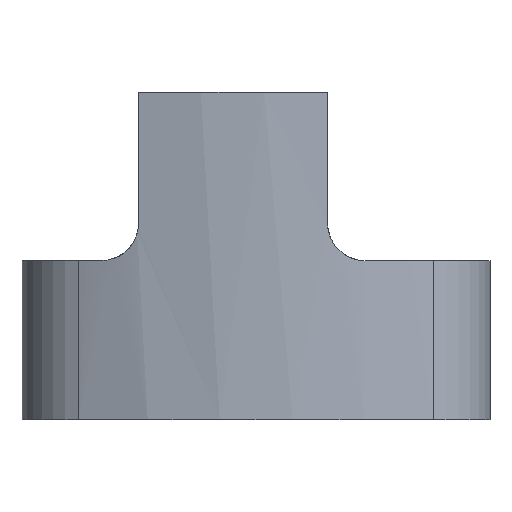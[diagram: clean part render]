
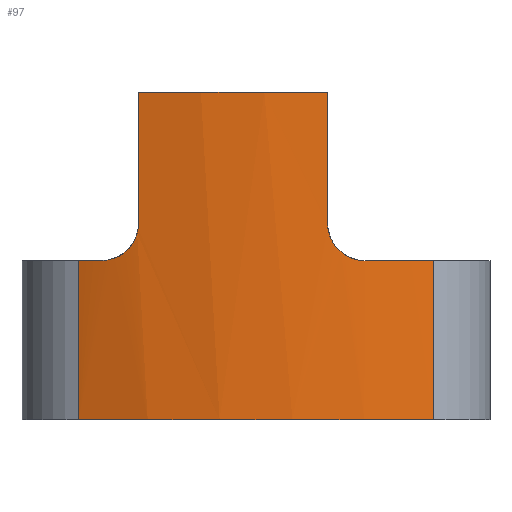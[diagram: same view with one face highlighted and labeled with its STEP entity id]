
A CAD part, front view. The second image highlights one B-rep face of the part: STEP entity #97.
In plain terms, the highlighted cylindrical face has radius 48 mm (diameter 96 mm), a partial arc.
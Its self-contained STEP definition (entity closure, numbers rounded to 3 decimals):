
#34=CYLINDRICAL_SURFACE('',#755,48.);
#51=B_SPLINE_CURVE_WITH_KNOTS('',3,(#1141,#1142,#1143,#1144,#1145,#1146,
#1147,#1148,#1149,#1150,#1151,#1152,#1153,#1154,#1155,#1156),
 .UNSPECIFIED.,.F.,.F.,(4,3,3,3,3,4),(0.,0.221,0.442,
0.658,0.871,1.),.UNSPECIFIED.);
#52=B_SPLINE_CURVE_WITH_KNOTS('',3,(#1157,#1158,#1159,#1160,#1161,#1162,
#1163,#1164,#1165,#1166,#1167,#1168,#1169,#1170,#1171,#1172),
 .UNSPECIFIED.,.F.,.F.,(4,3,3,3,3,4),(0.,0.204,0.407,
0.613,0.825,1.),.UNSPECIFIED.);
#67=FACE_OUTER_BOUND('',#298,.T.);
#97=ADVANCED_FACE('',(#67),#34,.T.);
#160=LINE('',#1081,#216);
#174=LINE('',#1114,#230);
#184=LINE('',#1139,#240);
#185=LINE('',#1140,#241);
#216=VECTOR('',#868,1.);
#230=VECTOR('',#898,1.);
#240=VECTOR('',#930,1.);
#241=VECTOR('',#931,1.);
#298=EDGE_LOOP('',(#438,#439,#440,#441,#442,#443,#444,#445,#446,#447));
#438=ORIENTED_EDGE('',*,*,#600,.T.);
#439=ORIENTED_EDGE('',*,*,#660,.T.);
#440=ORIENTED_EDGE('',*,*,#576,.F.);
#441=ORIENTED_EDGE('',*,*,#661,.T.);
#442=ORIENTED_EDGE('',*,*,#593,.T.);
#443=ORIENTED_EDGE('',*,*,#662,.T.);
#444=ORIENTED_EDGE('',*,*,#626,.T.);
#445=ORIENTED_EDGE('',*,*,#585,.T.);
#446=ORIENTED_EDGE('',*,*,#645,.T.);
#447=ORIENTED_EDGE('',*,*,#663,.T.);
#510=VERTEX_POINT('',#974);
#511=VERTEX_POINT('',#975);
#519=VERTEX_POINT('',#993);
#520=VERTEX_POINT('',#994);
#527=VERTEX_POINT('',#1011);
#528=VERTEX_POINT('',#1012);
#534=VERTEX_POINT('',#1025);
#535=VERTEX_POINT('',#1027);
#559=VERTEX_POINT('',#1082);
#569=VERTEX_POINT('',#1113);
#576=EDGE_CURVE('',#510,#511,#670,.T.);
#585=EDGE_CURVE('',#519,#520,#677,.T.);
#593=EDGE_CURVE('',#527,#528,#679,.T.);
#600=EDGE_CURVE('',#535,#534,#682,.T.);
#626=EDGE_CURVE('',#559,#519,#160,.T.);
#645=EDGE_CURVE('',#520,#569,#174,.T.);
#660=EDGE_CURVE('',#534,#511,#184,.T.);
#661=EDGE_CURVE('',#510,#527,#185,.T.);
#662=EDGE_CURVE('',#528,#559,#51,.T.);
#663=EDGE_CURVE('',#569,#535,#52,.T.);
#670=CIRCLE('',#705,48.);
#677=CIRCLE('',#713,48.);
#679=CIRCLE('',#717,48.);
#682=CIRCLE('',#721,48.);
#705=AXIS2_PLACEMENT_3D('',#973,#778,#779);
#713=AXIS2_PLACEMENT_3D('',#992,#796,#797);
#717=AXIS2_PLACEMENT_3D('',#1010,#810,#811);
#721=AXIS2_PLACEMENT_3D('',#1026,#822,#823);
#755=AXIS2_PLACEMENT_3D('',#1173,#932,#933);
#778=DIRECTION('',(0.,0.,-1.));
#779=DIRECTION('',(1.,0.,0.));
#796=DIRECTION('',(0.,0.,-1.));
#797=DIRECTION('',(1.,0.,0.));
#810=DIRECTION('',(0.,0.,-1.));
#811=DIRECTION('',(-1.,0.,0.));
#822=DIRECTION('',(0.,0.,-1.));
#823=DIRECTION('',(-1.,0.,0.));
#868=DIRECTION('',(0.,0.,1.));
#898=DIRECTION('',(0.,0.,-1.));
#930=DIRECTION('',(0.,0.,-1.));
#931=DIRECTION('',(0.,0.,1.));
#932=DIRECTION('',(0.,0.,1.));
#933=DIRECTION('',(1.,0.,0.));
#973=CARTESIAN_POINT('',(0.,0.,-10.));
#974=CARTESIAN_POINT('',(18.947,-44.102,-10.));
#975=CARTESIAN_POINT('',(-18.947,-44.102,-10.));
#992=CARTESIAN_POINT('',(0.,0.,25.));
#993=CARTESIAN_POINT('',(7.65,-47.386,25.));
#994=CARTESIAN_POINT('',(-12.55,-46.33,25.));
#1010=CARTESIAN_POINT('',(0.,0.,7.));
#1011=CARTESIAN_POINT('',(18.947,-44.102,7.));
#1012=CARTESIAN_POINT('',(11.65,-46.565,7.));
#1025=CARTESIAN_POINT('',(-18.947,-44.102,7.));
#1026=CARTESIAN_POINT('',(0.,0.,7.));
#1027=CARTESIAN_POINT('',(-16.55,-45.057,7.));
#1081=CARTESIAN_POINT('',(7.65,-47.386,-5.6));
#1082=CARTESIAN_POINT('',(7.65,-47.386,11.));
#1113=CARTESIAN_POINT('',(-12.55,-46.33,11.));
#1114=CARTESIAN_POINT('',(-12.55,-46.33,-5.6));
#1139=CARTESIAN_POINT('',(-18.947,-44.102,-5.6));
#1140=CARTESIAN_POINT('',(18.947,-44.102,-5.6));
#1141=CARTESIAN_POINT('',(11.65,-46.565,7.));
#1142=CARTESIAN_POINT('',(11.199,-46.678,7.));
#1143=CARTESIAN_POINT('',(10.74,-46.785,7.078));
#1144=CARTESIAN_POINT('',(10.311,-46.88,7.231));
#1145=CARTESIAN_POINT('',(9.881,-46.974,7.383));
#1146=CARTESIAN_POINT('',(9.47,-47.058,7.615));
#1147=CARTESIAN_POINT('',(9.114,-47.127,7.906));
#1148=CARTESIAN_POINT('',(8.765,-47.194,8.193));
#1149=CARTESIAN_POINT('',(8.459,-47.249,8.545));
#1150=CARTESIAN_POINT('',(8.225,-47.29,8.934));
#1151=CARTESIAN_POINT('',(7.994,-47.33,9.316));
#1152=CARTESIAN_POINT('',(7.826,-47.358,9.744));
#1153=CARTESIAN_POINT('',(7.735,-47.373,10.182));
#1154=CARTESIAN_POINT('',(7.679,-47.382,10.45));
#1155=CARTESIAN_POINT('',(7.65,-47.386,10.726));
#1156=CARTESIAN_POINT('',(7.65,-47.386,11.));
#1157=CARTESIAN_POINT('',(-12.55,-46.33,11.));
#1158=CARTESIAN_POINT('',(-12.55,-46.33,10.565));
#1159=CARTESIAN_POINT('',(-12.623,-46.311,10.124));
#1160=CARTESIAN_POINT('',(-12.763,-46.272,9.713));
#1161=CARTESIAN_POINT('',(-12.902,-46.234,9.303));
#1162=CARTESIAN_POINT('',(-13.111,-46.175,8.913));
#1163=CARTESIAN_POINT('',(-13.371,-46.1,8.572));
#1164=CARTESIAN_POINT('',(-13.634,-46.024,8.228));
#1165=CARTESIAN_POINT('',(-13.956,-45.928,7.926));
#1166=CARTESIAN_POINT('',(-14.309,-45.818,7.687));
#1167=CARTESIAN_POINT('',(-14.673,-45.704,7.44));
#1168=CARTESIAN_POINT('',(-15.081,-45.572,7.255));
#1169=CARTESIAN_POINT('',(-15.497,-45.429,7.141));
#1170=CARTESIAN_POINT('',(-15.841,-45.312,7.047));
#1171=CARTESIAN_POINT('',(-16.198,-45.186,7.));
#1172=CARTESIAN_POINT('',(-16.55,-45.057,7.));
#1173=CARTESIAN_POINT('',(0.,0.,-5.6));
